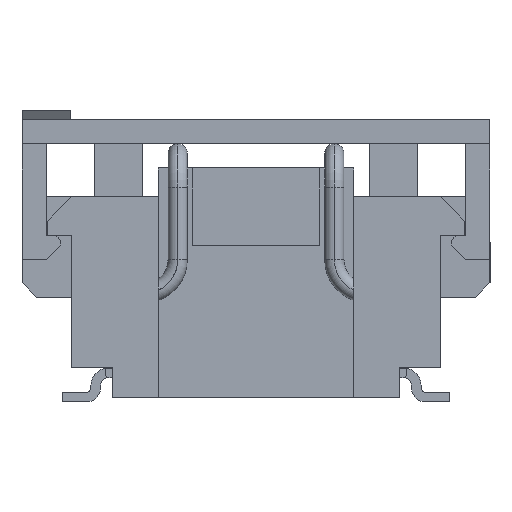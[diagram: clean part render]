
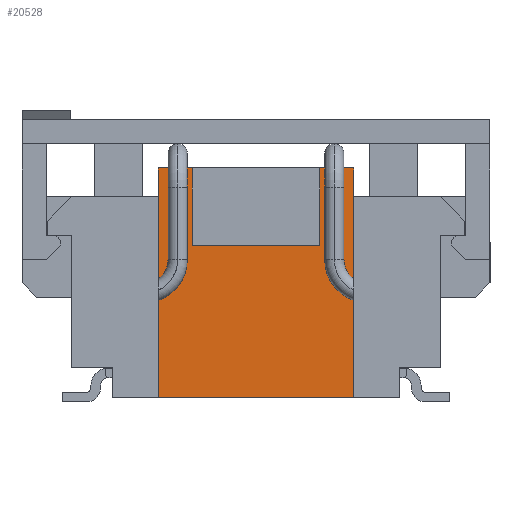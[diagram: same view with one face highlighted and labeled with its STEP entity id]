
A CAD part, left-side view. The second image highlights one B-rep face of the part: STEP entity #20528.
In plain terms, the highlighted planar face has unit normal (-1, 0, 0).
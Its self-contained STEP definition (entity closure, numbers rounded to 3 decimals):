
#15 = ORIENTED_EDGE ( 'NONE', *, *, #16938, .T. ) ;
#20 = VERTEX_POINT ( 'NONE', #1547 ) ;
#262 = VERTEX_POINT ( 'NONE', #32700 ) ;
#722 = VECTOR ( 'NONE', #32328, 1000. ) ;
#1037 = ORIENTED_EDGE ( 'NONE', *, *, #14954, .T. ) ;
#1439 = VERTEX_POINT ( 'NONE', #13009 ) ;
#1547 = CARTESIAN_POINT ( 'NONE',  ( 28.849, 11.988, 3.456 ) ) ;
#1553 = DIRECTION ( 'NONE',  ( 0., 0., 1. ) ) ;
#1617 = VECTOR ( 'NONE', #33779, 1000. ) ;
#1815 = VECTOR ( 'NONE', #10797, 1000. ) ;
#2629 = CARTESIAN_POINT ( 'NONE',  ( 28.849, 15.336, 5.059 ) ) ;
#3210 = EDGE_CURVE ( 'NONE', #12542, #8077, #12876, .T. ) ;
#3300 = DIRECTION ( 'NONE',  ( 0., -1., 0. ) ) ;
#4804 = AXIS2_PLACEMENT_3D ( 'NONE', #2629, #23103, #5604 ) ;
#5529 = CARTESIAN_POINT ( 'NONE',  ( 28.849, 15.333, 2.681 ) ) ;
#5604 = DIRECTION ( 'NONE',  ( 0., 0., -1. ) ) ;
#5939 = VERTEX_POINT ( 'NONE', #8977 ) ;
#7368 = VERTEX_POINT ( 'NONE', #11808 ) ;
#8077 = VERTEX_POINT ( 'NONE', #25275 ) ;
#8131 = VECTOR ( 'NONE', #3300, 1000. ) ;
#8864 = EDGE_CURVE ( 'NONE', #20, #22858, #35314, .T. ) ;
#8977 = CARTESIAN_POINT ( 'NONE',  ( 28.849, 11.288, 0.306 ) ) ;
#10301 = CARTESIAN_POINT ( 'NONE',  ( 28.849, 15.333, 4.756 ) ) ;
#10629 = DIRECTION ( 'NONE',  ( 0., 1., 0. ) ) ;
#10797 = DIRECTION ( 'NONE',  ( 0., 0., 1. ) ) ;
#11230 = CARTESIAN_POINT ( 'NONE',  ( 28.849, 13.31, 5.056 ) ) ;
#11361 = PLANE ( 'NONE',  #4804 ) ;
#11603 = CARTESIAN_POINT ( 'NONE',  ( 28.849, 13.31, 3.456 ) ) ;
#11808 = CARTESIAN_POINT ( 'NONE',  ( 28.849, 11.288, 4.456 ) ) ;
#12223 = ORIENTED_EDGE ( 'NONE', *, *, #17525, .F. ) ;
#12542 = VERTEX_POINT ( 'NONE', #26373 ) ;
#12876 = LINE ( 'NONE', #10301, #35278 ) ;
#13009 = CARTESIAN_POINT ( 'NONE',  ( 28.849, 15.333, 0.306 ) ) ;
#13221 = CARTESIAN_POINT ( 'NONE',  ( 28.849, 14.633, 3.456 ) ) ;
#14045 = LINE ( 'NONE', #11230, #36452 ) ;
#14093 = ORIENTED_EDGE ( 'NONE', *, *, #25153, .F. ) ;
#14397 = ORIENTED_EDGE ( 'NONE', *, *, #14906, .T. ) ;
#14433 = ORIENTED_EDGE ( 'NONE', *, *, #8864, .T. ) ;
#14556 = DIRECTION ( 'NONE',  ( 0., 0., -1. ) ) ;
#14906 = EDGE_CURVE ( 'NONE', #34787, #20, #17254, .T. ) ;
#14954 = EDGE_CURVE ( 'NONE', #1439, #5939, #29142, .T. ) ;
#15333 = EDGE_CURVE ( 'NONE', #7368, #34584, #17215, .T. ) ;
#16938 = EDGE_CURVE ( 'NONE', #12542, #1439, #28287, .T. ) ;
#17083 = EDGE_CURVE ( 'NONE', #8077, #262, #30574, .T. ) ;
#17215 = LINE ( 'NONE', #34036, #1617 ) ;
#17254 = LINE ( 'NONE', #35416, #722 ) ;
#17525 = EDGE_CURVE ( 'NONE', #34787, #34584, #14045, .T. ) ;
#18327 = LINE ( 'NONE', #25385, #1815 ) ;
#20528 = ADVANCED_FACE ( 'NONE', ( #21980 ), #11361, .T. ) ;
#20543 = ORIENTED_EDGE ( 'NONE', *, *, #17083, .F. ) ;
#21312 = ORIENTED_EDGE ( 'NONE', *, *, #25611, .T. ) ;
#21328 = VECTOR ( 'NONE', #26333, 1000. ) ;
#21980 = FACE_OUTER_BOUND ( 'NONE', #28675, .T. ) ;
#22841 = DIRECTION ( 'NONE',  ( 0., -1., 0. ) ) ;
#22858 = VERTEX_POINT ( 'NONE', #13221 ) ;
#23103 = DIRECTION ( 'NONE',  ( -1., 0., 0. ) ) ;
#25153 = EDGE_CURVE ( 'NONE', #7368, #5939, #33011, .T. ) ;
#25275 = CARTESIAN_POINT ( 'NONE',  ( 28.849, 15.333, 5.056 ) ) ;
#25385 = CARTESIAN_POINT ( 'NONE',  ( 28.849, 14.633, 2.681 ) ) ;
#25611 = EDGE_CURVE ( 'NONE', #22858, #262, #18327, .T. ) ;
#26147 = VECTOR ( 'NONE', #14556, 1000. ) ;
#26333 = DIRECTION ( 'NONE',  ( 0., -1., 0. ) ) ;
#26373 = CARTESIAN_POINT ( 'NONE',  ( 28.849, 15.333, 4.456 ) ) ;
#26610 = VECTOR ( 'NONE', #10629, 1000. ) ;
#26960 = CARTESIAN_POINT ( 'NONE',  ( 28.849, 13.31, 0.306 ) ) ;
#28287 = LINE ( 'NONE', #5529, #36966 ) ;
#28675 = EDGE_LOOP ( 'NONE', ( #21312, #20543, #32937, #15, #1037, #14093, #35170, #12223, #14397, #14433 ) ) ;
#28924 = DIRECTION ( 'NONE',  ( 0., 0., -1. ) ) ;
#29121 = CARTESIAN_POINT ( 'NONE',  ( 28.849, 11.288, 2.381 ) ) ;
#29142 = LINE ( 'NONE', #26960, #21328 ) ;
#29900 = CARTESIAN_POINT ( 'NONE',  ( 28.849, 11.288, 5.056 ) ) ;
#30574 = LINE ( 'NONE', #32478, #8131 ) ;
#32328 = DIRECTION ( 'NONE',  ( 0., 0., -1. ) ) ;
#32478 = CARTESIAN_POINT ( 'NONE',  ( 28.849, 13.31, 5.056 ) ) ;
#32700 = CARTESIAN_POINT ( 'NONE',  ( 28.849, 14.633, 5.056 ) ) ;
#32937 = ORIENTED_EDGE ( 'NONE', *, *, #3210, .F. ) ;
#33011 = LINE ( 'NONE', #29121, #26147 ) ;
#33779 = DIRECTION ( 'NONE',  ( 0., 0., 1. ) ) ;
#34036 = CARTESIAN_POINT ( 'NONE',  ( 28.849, 11.288, 2.681 ) ) ;
#34584 = VERTEX_POINT ( 'NONE', #29900 ) ;
#34787 = VERTEX_POINT ( 'NONE', #36774 ) ;
#35170 = ORIENTED_EDGE ( 'NONE', *, *, #15333, .T. ) ;
#35278 = VECTOR ( 'NONE', #1553, 1000. ) ;
#35314 = LINE ( 'NONE', #11603, #26610 ) ;
#35416 = CARTESIAN_POINT ( 'NONE',  ( 28.849, 11.988, 2.681 ) ) ;
#36452 = VECTOR ( 'NONE', #22841, 1000. ) ;
#36774 = CARTESIAN_POINT ( 'NONE',  ( 28.849, 11.988, 5.056 ) ) ;
#36966 = VECTOR ( 'NONE', #28924, 1000. ) ;
